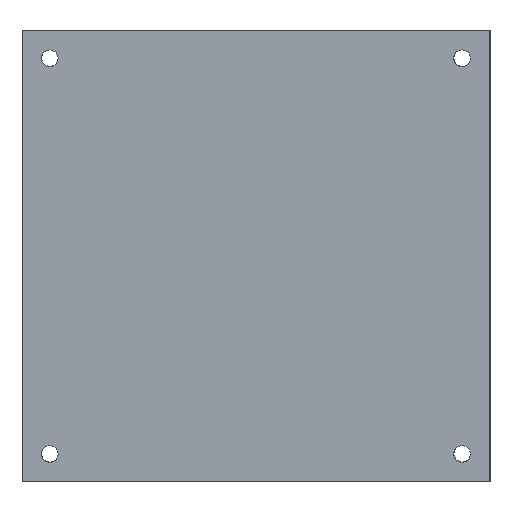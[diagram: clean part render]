
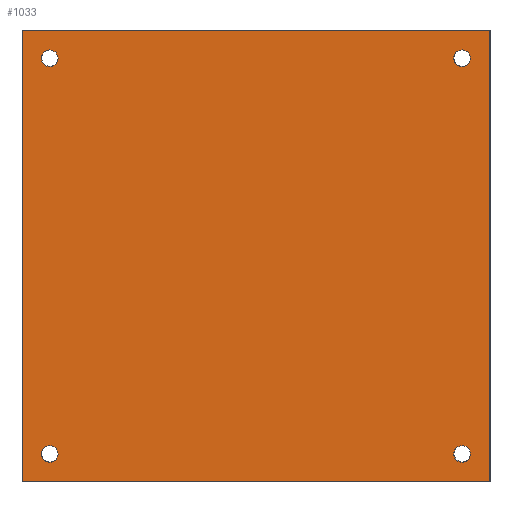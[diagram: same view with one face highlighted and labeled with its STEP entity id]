
A CAD part, front view. The second image highlights one B-rep face of the part: STEP entity #1033.
In plain terms, the highlighted planar face has unit normal (0, -1, 0).
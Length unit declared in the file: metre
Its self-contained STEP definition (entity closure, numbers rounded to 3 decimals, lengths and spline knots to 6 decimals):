
#43=CIRCLE('',#1123,0.0015);
#44=CIRCLE('',#1125,0.0015);
#45=CIRCLE('',#1127,0.0015);
#46=CIRCLE('',#1129,0.0015);
#119=ORIENTED_EDGE('',*,*,#368,.F.);
#120=ORIENTED_EDGE('',*,*,#367,.F.);
#121=ORIENTED_EDGE('',*,*,#366,.T.);
#122=ORIENTED_EDGE('',*,*,#365,.T.);
#123=ORIENTED_EDGE('',*,*,#354,.T.);
#124=ORIENTED_EDGE('',*,*,#364,.T.);
#125=ORIENTED_EDGE('',*,*,#359,.F.);
#126=ORIENTED_EDGE('',*,*,#357,.F.);
#354=EDGE_CURVE('',#485,#486,#582,.T.);
#357=EDGE_CURVE('',#485,#487,#585,.T.);
#359=EDGE_CURVE('',#487,#488,#587,.T.);
#364=EDGE_CURVE('',#486,#488,#592,.T.);
#365=EDGE_CURVE('',#491,#491,#43,.T.);
#366=EDGE_CURVE('',#492,#492,#44,.T.);
#367=EDGE_CURVE('',#493,#493,#45,.T.);
#368=EDGE_CURVE('',#494,#494,#46,.T.);
#485=VERTEX_POINT('',#1501);
#486=VERTEX_POINT('',#1502);
#487=VERTEX_POINT('',#1507);
#488=VERTEX_POINT('',#1511);
#491=VERTEX_POINT('',#1522);
#492=VERTEX_POINT('',#1525);
#493=VERTEX_POINT('',#1528);
#494=VERTEX_POINT('',#1531);
#582=LINE('',#1500,#702);
#585=LINE('',#1506,#705);
#587=LINE('',#1510,#707);
#592=LINE('',#1519,#712);
#702=VECTOR('',#1226,1.);
#705=VECTOR('',#1231,1.);
#707=VECTOR('',#1235,1.);
#712=VECTOR('',#1242,1.);
#821=EDGE_LOOP('',(#119));
#822=EDGE_LOOP('',(#120));
#823=EDGE_LOOP('',(#121));
#824=EDGE_LOOP('',(#122));
#825=EDGE_LOOP('',(#123,#124,#125,#126));
#909=FACE_BOUND('',#821,.T.);
#910=FACE_BOUND('',#822,.T.);
#911=FACE_BOUND('',#823,.T.);
#912=FACE_BOUND('',#824,.T.);
#913=FACE_BOUND('',#825,.T.);
#985=PLANE('',#1130);
#1033=ADVANCED_FACE('',(#909,#910,#911,#912,#913),#985,.F.);
#1123=AXIS2_PLACEMENT_3D('',#1521,#1245,#1246);
#1125=AXIS2_PLACEMENT_3D('',#1524,#1249,#1250);
#1127=AXIS2_PLACEMENT_3D('',#1527,#1253,#1254);
#1129=AXIS2_PLACEMENT_3D('',#1530,#1257,#1258);
#1130=AXIS2_PLACEMENT_3D('',#1532,#1259,#1260);
#1226=DIRECTION('',(1.,0.,0.));
#1231=DIRECTION('',(0.,0.,1.));
#1235=DIRECTION('',(1.,0.,0.));
#1242=DIRECTION('',(0.,0.,1.));
#1245=DIRECTION('',(0.,1.,0.));
#1246=DIRECTION('',(1.,0.,0.));
#1249=DIRECTION('',(0.,1.,0.));
#1250=DIRECTION('',(1.,0.,0.));
#1253=DIRECTION('',(0.,-1.,0.));
#1254=DIRECTION('',(1.,0.,0.));
#1257=DIRECTION('',(0.,-1.,0.));
#1258=DIRECTION('',(1.,0.,0.));
#1259=DIRECTION('',(0.,1.,0.));
#1260=DIRECTION('',(1.,0.,0.));
#1500=CARTESIAN_POINT('',(0.0322,0.,-0.0714));
#1501=CARTESIAN_POINT('',(-0.01,0.,-0.0714));
#1502=CARTESIAN_POINT('',(0.0744,0.,-0.0714));
#1506=CARTESIAN_POINT('',(-0.01,0.,-0.0307));
#1507=CARTESIAN_POINT('',(-0.01,0.,0.01));
#1510=CARTESIAN_POINT('',(0.0322,0.,0.01));
#1511=CARTESIAN_POINT('',(0.0744,0.,0.01));
#1519=CARTESIAN_POINT('',(0.0744,0.,-0.0307));
#1521=CARTESIAN_POINT('',(-0.005,0.,-0.0664));
#1522=CARTESIAN_POINT('',(-0.0035,0.,-0.0664));
#1524=CARTESIAN_POINT('',(0.0694,0.,-0.0664));
#1525=CARTESIAN_POINT('',(0.0709,0.,-0.0664));
#1527=CARTESIAN_POINT('',(0.0694,0.,0.005));
#1528=CARTESIAN_POINT('',(0.0709,0.,0.005));
#1530=CARTESIAN_POINT('',(-0.005,0.,0.005));
#1531=CARTESIAN_POINT('',(-0.0035,0.,0.005));
#1532=CARTESIAN_POINT('',(0.065734,0.,-0.0307));
